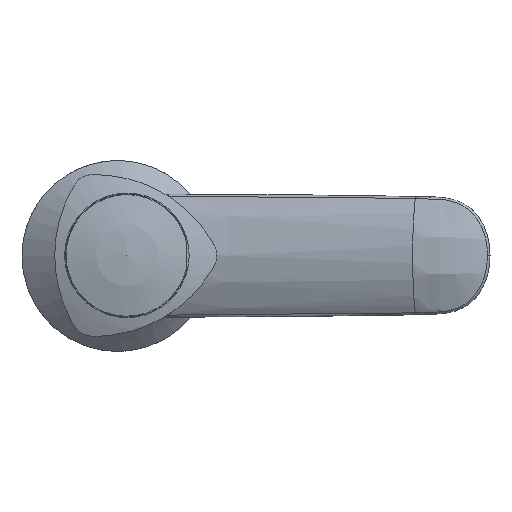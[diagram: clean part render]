
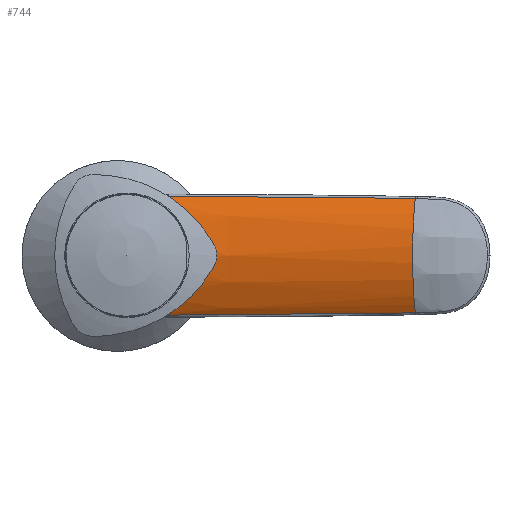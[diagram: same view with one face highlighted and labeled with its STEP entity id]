
A CAD part, top view. The second image highlights one B-rep face of the part: STEP entity #744.
In plain terms, the highlighted free-form (B-spline) face has degree [3, 3] with [5, 12] control points.
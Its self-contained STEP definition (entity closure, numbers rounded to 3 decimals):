
#77=B_SPLINE_SURFACE_WITH_KNOTS('',3,3,((#3782,#3783,#3784,#3785,#3786,
#3787,#3788,#3789,#3790,#3791,#3792,#3793),(#3794,#3795,#3796,#3797,#3798,
#3799,#3800,#3801,#3802,#3803,#3804,#3805),(#3806,#3807,#3808,#3809,#3810,
#3811,#3812,#3813,#3814,#3815,#3816,#3817),(#3818,#3819,#3820,#3821,#3822,
#3823,#3824,#3825,#3826,#3827,#3828,#3829),(#3830,#3831,#3832,#3833,#3834,
#3835,#3836,#3837,#3838,#3839,#3840,#3841)),.UNSPECIFIED.,.F.,.F.,.F.,(4,
1,4),(4,1,1,1,1,1,1,1,1,4),(0.,0.696,0.941),(0.072,
0.144,0.234,0.324,0.412,
0.5,0.588,0.766,0.856,
0.929),.UNSPECIFIED.);
#121=B_SPLINE_CURVE_WITH_KNOTS('',3,(#3458,#3459,#3460,#3461,#3462),
 .UNSPECIFIED.,.F.,.F.,(4,1,4),(0.,0.033,
0.065),.UNSPECIFIED.);
#126=B_SPLINE_CURVE_WITH_KNOTS('',3,(#3513,#3514,#3515,#3516,#3517),
 .UNSPECIFIED.,.F.,.F.,(4,1,4),(0.,0.033,
0.065),.UNSPECIFIED.);
#135=B_SPLINE_CURVE_WITH_KNOTS('',3,(#3678,#3679,#3680,#3681),
 .UNSPECIFIED.,.F.,.F.,(4,4),(0.001,0.002),
 .UNSPECIFIED.);
#138=B_SPLINE_CURVE_WITH_KNOTS('',3,(#3748,#3749,#3750,#3751,#3752,#3753,
#3754,#3755,#3756,#3757,#3758,#3759,#3760,#3761),.UNSPECIFIED.,.F.,.F.,
(4,1,1,1,1,1,1,1,1,1,1,4),(0.,0.005,0.009,0.011,
0.014,0.016,0.018,0.02,
0.023,0.027,0.032,0.036),
 .UNSPECIFIED.);
#140=B_SPLINE_CURVE_WITH_KNOTS('',3,(#3778,#3779,#3780,#3781),
 .UNSPECIFIED.,.F.,.F.,(4,4),(0.,0.001),.UNSPECIFIED.);
#141=B_SPLINE_CURVE_WITH_KNOTS('',3,(#3842,#3843,#3844,#3845,#3846,#3847,
#3848,#3849,#3850),.UNSPECIFIED.,.F.,.F.,(4,1,1,1,1,1,4),(0.071,
0.286,0.393,0.5,0.607,
0.714,0.928),.UNSPECIFIED.);
#288=ORIENTED_EDGE('',*,*,#427,.F.);
#289=ORIENTED_EDGE('',*,*,#403,.F.);
#290=ORIENTED_EDGE('',*,*,#426,.F.);
#291=ORIENTED_EDGE('',*,*,#424,.F.);
#292=ORIENTED_EDGE('',*,*,#419,.F.);
#293=ORIENTED_EDGE('',*,*,#410,.F.);
#403=EDGE_CURVE('',#489,#494,#121,.T.);
#410=EDGE_CURVE('',#497,#495,#126,.T.);
#419=EDGE_CURVE('',#495,#502,#135,.T.);
#424=EDGE_CURVE('',#502,#505,#138,.T.);
#426=EDGE_CURVE('',#505,#489,#140,.T.);
#427=EDGE_CURVE('',#494,#497,#141,.T.);
#489=VERTEX_POINT('',#3393);
#494=VERTEX_POINT('',#3452);
#495=VERTEX_POINT('',#3465);
#497=VERTEX_POINT('',#3511);
#502=VERTEX_POINT('',#3682);
#505=VERTEX_POINT('',#3733);
#609=EDGE_LOOP('',(#288,#289,#290,#291,#292,#293));
#681=FACE_BOUND('',#609,.T.);
#744=ADVANCED_FACE('',(#681),#77,.F.);
#3393=CARTESIAN_POINT('',(10.806,15.579,49.637));
#3452=CARTESIAN_POINT('',(75.578,15.013,58.288));
#3458=CARTESIAN_POINT('',(10.806,15.579,49.637));
#3459=CARTESIAN_POINT('',(21.584,15.56,51.206));
#3460=CARTESIAN_POINT('',(43.164,15.488,54.184));
#3461=CARTESIAN_POINT('',(64.774,15.242,56.926));
#3462=CARTESIAN_POINT('',(75.578,15.013,58.288));
#3465=CARTESIAN_POINT('',(10.806,-15.579,49.637));
#3511=CARTESIAN_POINT('',(75.578,-15.013,58.288));
#3513=CARTESIAN_POINT('',(75.578,-15.013,58.288));
#3514=CARTESIAN_POINT('',(64.774,-15.242,56.926));
#3515=CARTESIAN_POINT('',(43.164,-15.488,54.184));
#3516=CARTESIAN_POINT('',(21.584,-15.56,51.206));
#3517=CARTESIAN_POINT('',(10.806,-15.579,49.637));
#3678=CARTESIAN_POINT('',(10.806,-15.579,49.637));
#3679=CARTESIAN_POINT('',(11.094,-15.396,49.774));
#3680=CARTESIAN_POINT('',(11.368,-15.195,49.915));
#3681=CARTESIAN_POINT('',(11.63,-14.976,50.061));
#3682=CARTESIAN_POINT('',(11.63,-14.976,50.061));
#3733=CARTESIAN_POINT('',(11.63,14.976,50.061));
#3748=CARTESIAN_POINT('',(11.63,-14.976,50.061));
#3749=CARTESIAN_POINT('',(12.707,-14.077,50.659));
#3750=CARTESIAN_POINT('',(14.728,-12.126,51.816));
#3751=CARTESIAN_POINT('',(16.834,-9.194,53.086));
#3752=CARTESIAN_POINT('',(18.121,-6.581,53.888));
#3753=CARTESIAN_POINT('',(18.865,-4.452,54.361));
#3754=CARTESIAN_POINT('',(19.324,-2.25,54.661));
#3755=CARTESIAN_POINT('',(19.48,0.052,54.765));
#3756=CARTESIAN_POINT('',(19.317,2.296,54.656));
#3757=CARTESIAN_POINT('',(18.687,5.271,54.246));
#3758=CARTESIAN_POINT('',(17.215,8.678,53.315));
#3759=CARTESIAN_POINT('',(14.703,12.149,51.802));
#3760=CARTESIAN_POINT('',(12.704,14.08,50.657));
#3761=CARTESIAN_POINT('',(11.63,14.976,50.061));
#3778=CARTESIAN_POINT('',(11.63,14.976,50.061));
#3779=CARTESIAN_POINT('',(11.368,15.195,49.915));
#3780=CARTESIAN_POINT('',(11.094,15.396,49.774));
#3781=CARTESIAN_POINT('',(10.806,15.579,49.637));
#3782=CARTESIAN_POINT('',(75.594,-15.177,58.198));
#3783=CARTESIAN_POINT('',(75.516,-14.396,58.632));
#3784=CARTESIAN_POINT('',(75.355,-12.609,59.523));
#3785=CARTESIAN_POINT('',(75.156,-9.726,60.624));
#3786=CARTESIAN_POINT('',(75.004,-6.543,61.466));
#3787=CARTESIAN_POINT('',(74.913,-3.302,61.972));
#3788=CARTESIAN_POINT('',(74.882,0.,62.144));
#3789=CARTESIAN_POINT('',(74.923,4.418,61.914));
#3790=CARTESIAN_POINT('',(75.086,8.711,61.01));
#3791=CARTESIAN_POINT('',(75.355,12.61,59.523));
#3792=CARTESIAN_POINT('',(75.516,14.396,58.632));
#3793=CARTESIAN_POINT('',(75.594,15.177,58.198));
#3794=CARTESIAN_POINT('',(58.826,-15.663,56.01));
#3795=CARTESIAN_POINT('',(58.745,-14.857,56.457));
#3796=CARTESIAN_POINT('',(58.579,-13.01,57.376));
#3797=CARTESIAN_POINT('',(58.373,-10.023,58.514));
#3798=CARTESIAN_POINT('',(58.215,-6.73,59.388));
#3799=CARTESIAN_POINT('',(58.12,-3.383,59.915));
#3800=CARTESIAN_POINT('',(58.088,0.,60.095));
#3801=CARTESIAN_POINT('',(58.131,4.528,59.854));
#3802=CARTESIAN_POINT('',(58.301,8.974,58.914));
#3803=CARTESIAN_POINT('',(58.579,13.01,57.376));
#3804=CARTESIAN_POINT('',(58.745,14.857,56.458));
#3805=CARTESIAN_POINT('',(58.826,15.663,56.011));
#3806=CARTESIAN_POINT('',(36.862,-16.204,52.978));
#3807=CARTESIAN_POINT('',(36.779,-15.37,53.439));
#3808=CARTESIAN_POINT('',(36.607,-13.455,54.388));
#3809=CARTESIAN_POINT('',(36.394,-10.354,55.568));
#3810=CARTESIAN_POINT('',(36.23,-6.937,56.477));
#3811=CARTESIAN_POINT('',(36.131,-3.474,57.027));
#3812=CARTESIAN_POINT('',(36.097,0.,57.215));
#3813=CARTESIAN_POINT('',(36.142,4.651,56.963));
#3814=CARTESIAN_POINT('',(36.319,9.265,55.982));
#3815=CARTESIAN_POINT('',(36.607,13.455,54.388));
#3816=CARTESIAN_POINT('',(36.779,15.369,53.439));
#3817=CARTESIAN_POINT('',(36.862,16.204,52.978));
#3818=CARTESIAN_POINT('',(15.927,-16.575,49.838));
#3819=CARTESIAN_POINT('',(15.842,-15.721,50.308));
#3820=CARTESIAN_POINT('',(15.666,-13.76,51.278));
#3821=CARTESIAN_POINT('',(15.448,-10.58,52.486));
#3822=CARTESIAN_POINT('',(15.28,-7.08,53.419));
#3823=CARTESIAN_POINT('',(15.177,-3.536,53.986));
#3824=CARTESIAN_POINT('',(15.142,-0.001,54.18));
#3825=CARTESIAN_POINT('',(15.189,4.735,53.92));
#3826=CARTESIAN_POINT('',(15.372,9.465,52.91));
#3827=CARTESIAN_POINT('',(15.666,13.759,51.278));
#3828=CARTESIAN_POINT('',(15.842,15.721,50.309));
#3829=CARTESIAN_POINT('',(15.927,16.575,49.838));
#3830=CARTESIAN_POINT('',(10.538,-16.661,49.013));
#3831=CARTESIAN_POINT('',(10.453,-15.803,49.486));
#3832=CARTESIAN_POINT('',(10.277,-13.831,50.46));
#3833=CARTESIAN_POINT('',(10.057,-10.633,51.675));
#3834=CARTESIAN_POINT('',(9.888,-7.113,52.614));
#3835=CARTESIAN_POINT('',(9.785,-3.551,53.184));
#3836=CARTESIAN_POINT('',(9.749,-0.001,53.38));
#3837=CARTESIAN_POINT('',(9.797,4.755,53.118));
#3838=CARTESIAN_POINT('',(9.98,9.511,52.102));
#3839=CARTESIAN_POINT('',(10.277,13.83,50.461));
#3840=CARTESIAN_POINT('',(10.453,15.802,49.486));
#3841=CARTESIAN_POINT('',(10.538,16.661,49.013));
#3842=CARTESIAN_POINT('',(75.578,15.013,58.288));
#3843=CARTESIAN_POINT('',(75.352,12.731,59.539));
#3844=CARTESIAN_POINT('',(75.096,9.095,60.954));
#3845=CARTESIAN_POINT('',(74.922,3.968,61.921));
#3846=CARTESIAN_POINT('',(74.877,0.001,62.17));
#3847=CARTESIAN_POINT('',(74.922,-3.967,61.921));
#3848=CARTESIAN_POINT('',(75.096,-9.09,60.955));
#3849=CARTESIAN_POINT('',(75.352,-12.73,59.539));
#3850=CARTESIAN_POINT('',(75.578,-15.013,58.288));
